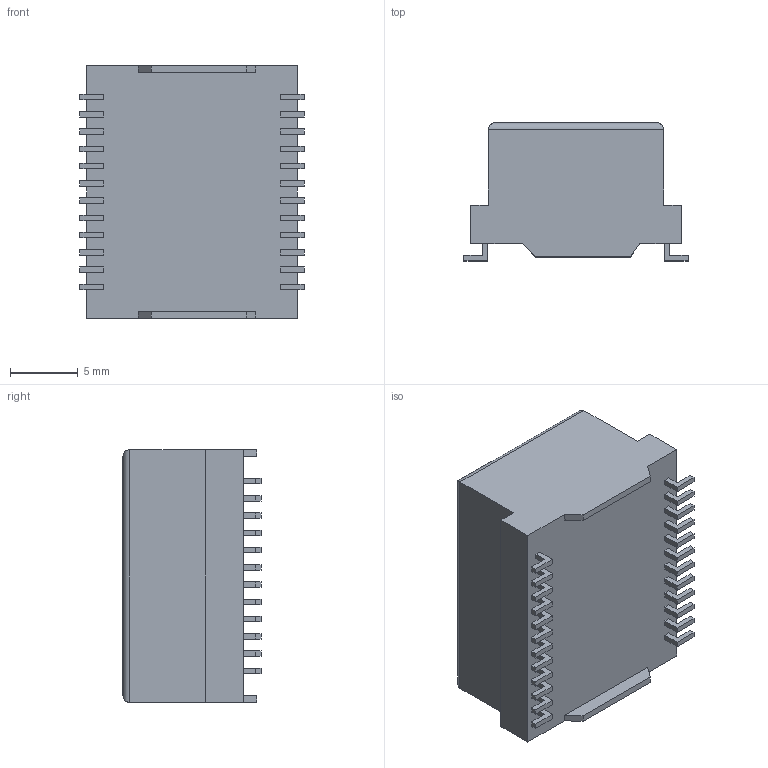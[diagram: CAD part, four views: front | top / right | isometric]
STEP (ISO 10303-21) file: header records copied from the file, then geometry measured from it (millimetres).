
FILE_DESCRIPTION (( 'STEP AP214' ), '1' );
FILE_NAME ('Coilcraft-WA8704-AL.STEP', '2019-05-17T14:49:38', ( '' ), ( '' ), 'SwSTEP 2.0', 'SolidWorks 2019', '' );
FILE_SCHEMA (( 'AUTOMOTIVE_DESIGN' ));
Length unit declared in the file: millimetre
Products named in the file (1): Coilcraft-WA8704-AL
Bounding box: 16.5 x 10.16 x 18.6 mm (x, y, z)
Surface area: 1269.8 mm2 (no closed solid volume)
Topology: 0 solids, 1 shells, 574 faces, 1461 edges, 939 vertices
Faces by surface type: plane 338, bspline 230, cylinder 6
Entity records: 22352 total; most frequent: CARTESIAN_POINT 7899, ORIENTED_EDGE 2918, DIRECTION 1689, EDGE_CURVE 1461, LINE 991, VECTOR 991, VERTEX_POINT 939, EDGE_LOOP 626
